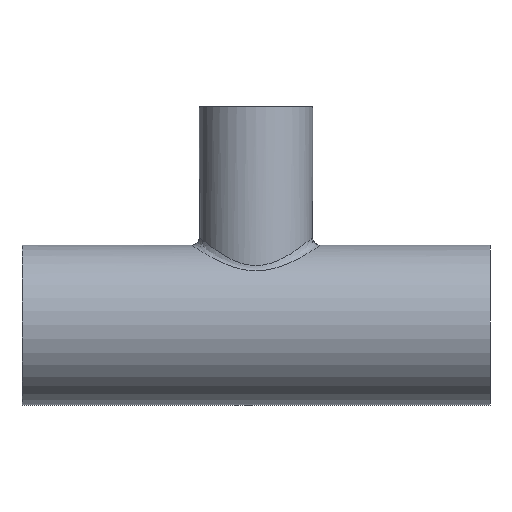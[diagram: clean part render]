
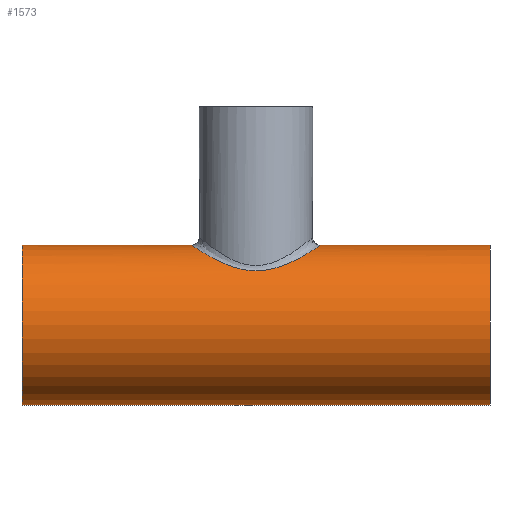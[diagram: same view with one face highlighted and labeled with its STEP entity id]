
A CAD part, front view. The second image highlights one B-rep face of the part: STEP entity #1573.
In plain terms, the highlighted cylindrical face has radius 20.5 mm (diameter 41 mm), a full revolution.
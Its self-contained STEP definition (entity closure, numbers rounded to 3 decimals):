
#1398=CARTESIAN_POINT('',(0.,-15.033,13.937));
#1399=VERTEX_POINT('',#1398);
#1475=CARTESIAN_POINT('',(0.,-15.033,13.937));
#1476=CARTESIAN_POINT('',(0.643,-15.033,13.937));
#1477=CARTESIAN_POINT('',(1.768,-14.973,14.003));
#1478=CARTESIAN_POINT('',(3.026,-14.787,14.199));
#1479=CARTESIAN_POINT('',(4.252,-14.54,14.452));
#1480=CARTESIAN_POINT('',(5.596,-14.176,14.816));
#1481=CARTESIAN_POINT('',(7.005,-13.631,15.318));
#1482=CARTESIAN_POINT('',(8.338,-12.992,15.864));
#1483=CARTESIAN_POINT('',(9.338,-12.415,16.322));
#1484=CARTESIAN_POINT('',(10.523,-11.601,16.91));
#1485=CARTESIAN_POINT('',(11.634,-10.702,17.502));
#1486=CARTESIAN_POINT('',(12.703,-9.627,18.113));
#1487=CARTESIAN_POINT('',(13.543,-8.611,18.613));
#1488=CARTESIAN_POINT('',(14.424,-7.368,19.152));
#1489=CARTESIAN_POINT('',(15.257,-5.841,19.682));
#1490=CARTESIAN_POINT('',(15.798,-4.393,20.035));
#1491=CARTESIAN_POINT('',(16.219,-2.901,20.312));
#1492=CARTESIAN_POINT('',(16.518,-1.164,20.512));
#1493=CARTESIAN_POINT('',(16.515,1.193,20.51));
#1494=CARTESIAN_POINT('',(16.113,3.505,20.242));
#1495=CARTESIAN_POINT('',(15.562,5.062,19.881));
#1496=CARTESIAN_POINT('',(15.079,6.113,19.57));
#1497=CARTESIAN_POINT('',(14.73,6.798,19.348));
#1498=CARTESIAN_POINT('',(13.998,8.02,18.888));
#1499=CARTESIAN_POINT('',(12.955,9.376,18.256));
#1500=CARTESIAN_POINT('',(11.88,10.454,17.643));
#1501=CARTESIAN_POINT('',(10.537,11.617,16.913));
#1502=CARTESIAN_POINT('',(9.127,12.589,16.201));
#1503=CARTESIAN_POINT('',(7.137,13.588,15.36));
#1504=CARTESIAN_POINT('',(5.643,14.154,14.835));
#1505=CARTESIAN_POINT('',(4.059,14.592,14.402));
#1506=CARTESIAN_POINT('',(2.269,14.933,14.047));
#1507=CARTESIAN_POINT('',(-0.015,15.095,13.87));
#1508=CARTESIAN_POINT('',(-2.591,14.907,14.075));
#1509=CARTESIAN_POINT('',(-5.036,14.376,14.625));
#1510=CARTESIAN_POINT('',(-7.318,13.534,15.416));
#1511=CARTESIAN_POINT('',(-9.368,12.437,16.32));
#1512=CARTESIAN_POINT('',(-11.231,11.085,17.274));
#1513=CARTESIAN_POINT('',(-12.59,9.764,18.045));
#1514=CARTESIAN_POINT('',(-13.55,8.602,18.617));
#1515=CARTESIAN_POINT('',(-14.282,7.566,19.066));
#1516=CARTESIAN_POINT('',(-14.985,6.352,19.509));
#1517=CARTESIAN_POINT('',(-15.609,4.952,19.911));
#1518=CARTESIAN_POINT('',(-16.163,3.224,20.275));
#1519=CARTESIAN_POINT('',(-16.517,1.169,20.512));
#1520=CARTESIAN_POINT('',(-16.516,-1.189,20.51));
#1521=CARTESIAN_POINT('',(-16.181,-3.115,20.287));
#1522=CARTESIAN_POINT('',(-15.725,-4.602,19.987));
#1523=CARTESIAN_POINT('',(-15.297,-5.673,19.709));
#1524=CARTESIAN_POINT('',(-14.447,-7.389,19.166));
#1525=CARTESIAN_POINT('',(-13.218,-9.113,18.406));
#1526=CARTESIAN_POINT('',(-11.622,-10.711,17.496));
#1527=CARTESIAN_POINT('',(-10.29,-11.79,16.786));
#1528=CARTESIAN_POINT('',(-8.834,-12.732,16.08));
#1529=CARTESIAN_POINT('',(-6.751,-13.793,15.191));
#1530=CARTESIAN_POINT('',(-4.434,-14.56,14.439));
#1531=CARTESIAN_POINT('',(-1.93,-14.965,14.012));
#1532=CARTESIAN_POINT('',(-0.643,-15.033,13.937));
#1533=CARTESIAN_POINT('',(0.,-15.033,13.937));
#1534=CARTESIAN_POINT('',(0.,-15.033,13.937));
#1535=CARTESIAN_POINT('',(0.,-15.033,13.937));
#1536=CARTESIAN_POINT('',(0.,-15.033,13.937));
#1537=B_SPLINE_CURVE_WITH_KNOTS('',3,(#1475,#1476,#1477,#1478,#1479,#1480,#1481,#1482,#1483,#1484,#1485,#1486,#1487,#1488,#1489,#1490,#1491,#1492,#1493,#1494,#1495,#1496,#1497,#1498,#1499,#1500,#1501,#1502,#1503,#1504,#1505,#1506,#1507,#1508,#1509,#1510,#1511,#1512,#1513,#1514,#1515,#1516,#1517,#1518,#1519,#1520,#1521,#1522,#1523,#1524,#1525,#1526,#1527,#1528,#1529,#1530,#1531,#1532,#1533,#1534,#1535,#1536),.UNSPECIFIED.,.T.,.U.,(4,1,1,1,1,1,1,1,1,1,1,1,1,1,1,1,1,1,1,1,1,1,1,1,1,1,1,1,1,1,1,1,1,1,1,1,1,1,1,1,1,1,1,1,1,1,1,1,1,1,1,1,1,1,1,1,3,4),(-9.168,-9.004,-8.881,-8.84,-8.676,-8.513,-8.431,-8.267,-8.185,-8.022,-7.858,-7.749,-7.64,-7.421,-7.258,-7.203,-6.985,-6.767,-6.548,-6.33,-6.303,-6.221,-6.112,-5.893,-5.73,-5.675,-5.384,-5.239,-5.057,-4.948,-4.802,-4.584,-4.366,-4.147,-3.929,-3.711,-3.492,-3.274,-3.165,-3.056,-2.91,-2.765,-2.619,-2.401,-2.183,-1.964,-1.855,-1.746,-1.637,-1.31,-1.146,-0.982,-0.819,-0.655,-0.327,-0.164,0.0,0.),.UNSPECIFIED.);
#1538=EDGE_CURVE('',#1399,#1399,#1537,.T.);
#1543=CARTESIAN_POINT('',(0.0,0.0,0.0));
#1544=DIRECTION('',(-1.0,0.0,0.0));
#1545=DIRECTION('',(0.0,-1.0,0.0));
#1546=AXIS2_PLACEMENT_3D('',#1543,#1544,#1545);
#1547=CYLINDRICAL_SURFACE('',#1546,20.5);
#1548=CARTESIAN_POINT('',(60.0,-20.5,0.0));
#1549=VERTEX_POINT('',#1548);
#1550=CARTESIAN_POINT('',(60.,0.0,0.0));
#1551=DIRECTION('',(-1.0,0.0,0.0));
#1552=DIRECTION('',(0.0,-1.0,0.0));
#1553=AXIS2_PLACEMENT_3D('',#1550,#1551,#1552);
#1554=CIRCLE('',#1553,20.5);
#1555=EDGE_CURVE('',#1549,#1549,#1554,.T.);
#1556=ORIENTED_EDGE('',*,*,#1555,.T.);
#1557=EDGE_LOOP('',(#1556));
#1558=FACE_OUTER_BOUND('',#1557,.T.);
#1559=CARTESIAN_POINT('',(-60.0,-20.5,0.0));
#1560=VERTEX_POINT('',#1559);
#1561=CARTESIAN_POINT('',(-60.0,0.0,0.0));
#1562=DIRECTION('',(-1.0,0.0,0.0));
#1563=DIRECTION('',(0.0,-1.0,0.0));
#1564=AXIS2_PLACEMENT_3D('',#1561,#1562,#1563);
#1565=CIRCLE('',#1564,20.5);
#1566=EDGE_CURVE('',#1560,#1560,#1565,.T.);
#1567=ORIENTED_EDGE('',*,*,#1566,.F.);
#1568=EDGE_LOOP('',(#1567));
#1569=FACE_BOUND('',#1568,.T.);
#1570=ORIENTED_EDGE('',*,*,#1538,.F.);
#1571=EDGE_LOOP('',(#1570));
#1572=FACE_BOUND('',#1571,.T.);
#1573=ADVANCED_FACE('',(#1558,#1569,#1572),#1547,.T.);
